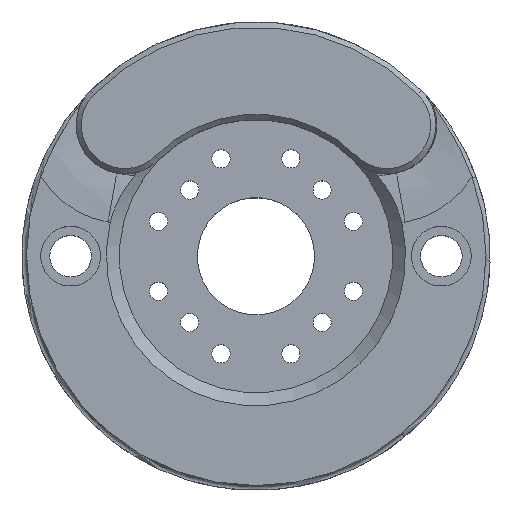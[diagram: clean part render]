
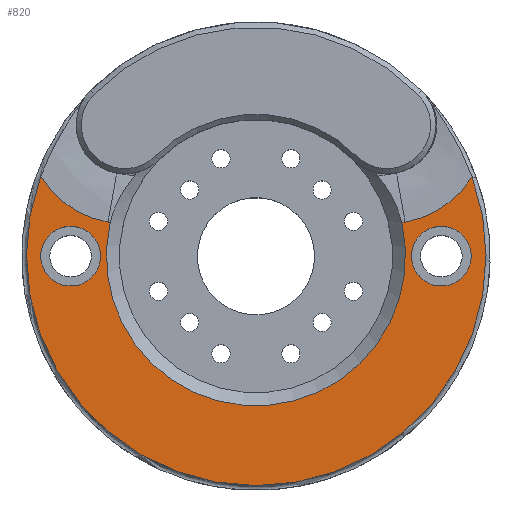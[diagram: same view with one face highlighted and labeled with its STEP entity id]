
A CAD part, top view. The second image highlights one B-rep face of the part: STEP entity #820.
In plain terms, the highlighted planar face has unit normal (0, 0, 1).
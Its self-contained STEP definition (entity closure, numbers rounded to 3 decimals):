
#15=FACE_BOUND('',#210,.T.);
#16=FACE_BOUND('',#211,.T.);
#50=PLANE('',#897);
#90=LINE('',#1558,#122);
#91=LINE('',#1580,#123);
#122=VECTOR('',#1036,10.);
#123=VECTOR('',#1045,10.);
#162=FACE_OUTER_BOUND('',#209,.T.);
#209=EDGE_LOOP('',(#622,#623,#624,#625,#626,#627));
#210=EDGE_LOOP('',(#628));
#211=EDGE_LOOP('',(#629));
#306=CIRCLE('',#872,17.665);
#320=CIRCLE('',#895,7.599);
#322=CIRCLE('',#898,7.599);
#323=CIRCLE('',#899,11.5);
#324=CIRCLE('',#900,2.3);
#325=CIRCLE('',#901,2.3);
#372=VERTEX_POINT('',#1294);
#373=VERTEX_POINT('',#1306);
#396=VERTEX_POINT('',#1545);
#398=VERTEX_POINT('',#1556);
#399=VERTEX_POINT('',#1577);
#400=VERTEX_POINT('',#1579);
#401=VERTEX_POINT('',#1582);
#402=VERTEX_POINT('',#1584);
#449=EDGE_CURVE('',#373,#372,#306,.T.);
#484=EDGE_CURVE('',#398,#396,#90,.T.);
#485=EDGE_CURVE('',#373,#398,#320,.T.);
#487=EDGE_CURVE('',#399,#372,#322,.T.);
#488=EDGE_CURVE('',#400,#399,#91,.T.);
#489=EDGE_CURVE('',#396,#400,#323,.T.);
#490=EDGE_CURVE('',#401,#401,#324,.T.);
#491=EDGE_CURVE('',#402,#402,#325,.T.);
#622=ORIENTED_EDGE('',*,*,#484,.F.);
#623=ORIENTED_EDGE('',*,*,#485,.F.);
#624=ORIENTED_EDGE('',*,*,#449,.T.);
#625=ORIENTED_EDGE('',*,*,#487,.F.);
#626=ORIENTED_EDGE('',*,*,#488,.F.);
#627=ORIENTED_EDGE('',*,*,#489,.F.);
#628=ORIENTED_EDGE('',*,*,#490,.T.);
#629=ORIENTED_EDGE('',*,*,#491,.T.);
#820=ADVANCED_FACE('',(#162,#15,#16),#50,.T.);
#872=AXIS2_PLACEMENT_3D('',#1307,#981,#982);
#895=AXIS2_PLACEMENT_3D('',#1574,#1037,#1038);
#897=AXIS2_PLACEMENT_3D('',#1576,#1041,#1042);
#898=AXIS2_PLACEMENT_3D('',#1578,#1043,#1044);
#899=AXIS2_PLACEMENT_3D('',#1581,#1046,#1047);
#900=AXIS2_PLACEMENT_3D('',#1583,#1048,#1049);
#901=AXIS2_PLACEMENT_3D('',#1585,#1050,#1051);
#981=DIRECTION('center_axis',(0.,0.,
1.));
#982=DIRECTION('ref_axis',(-0.707,0.707,0.));
#1036=DIRECTION('',(0.985,-0.174,0.));
#1037=DIRECTION('center_axis',(0.,0.,
1.));
#1038=DIRECTION('ref_axis',(-0.815,-0.579,0.));
#1041=DIRECTION('center_axis',(0.,0.,
1.));
#1042=DIRECTION('ref_axis',(0.707,0.707,0.));
#1043=DIRECTION('center_axis',(0.,0.,
1.));
#1044=DIRECTION('ref_axis',(0.809,-0.587,0.));
#1045=DIRECTION('',(0.985,0.174,0.));
#1046=DIRECTION('center_axis',(0.,0.,
1.));
#1047=DIRECTION('ref_axis',(-0.707,-0.707,0.));
#1048=DIRECTION('center_axis',(0.,0.,
-1.));
#1049=DIRECTION('ref_axis',(0.707,0.707,0.));
#1050=DIRECTION('center_axis',(0.,0.,
-1.));
#1051=DIRECTION('ref_axis',(0.707,0.707,0.));
#1294=CARTESIAN_POINT('',(16.612,6.1,9.4));
#1306=CARTESIAN_POINT('',(-16.543,6.151,9.4));
#1307=CARTESIAN_POINT('Origin',(0.025,0.025,9.4));
#1545=CARTESIAN_POINT('',(-11.205,2.588,9.4));
#1556=CARTESIAN_POINT('',(-11.371,2.617,9.4));
#1558=CARTESIAN_POINT('',(-11.371,2.617,9.4));
#1574=CARTESIAN_POINT('Origin',(-10.051,10.101,9.4));
#1576=CARTESIAN_POINT('Origin',(0.,0.,
9.4));
#1577=CARTESIAN_POINT('',(11.471,2.617,9.4));
#1578=CARTESIAN_POINT('Origin',(10.151,10.101,9.4));
#1579=CARTESIAN_POINT('',(11.209,2.571,9.4));
#1580=CARTESIAN_POINT('',(11.471,2.617,9.4));
#1581=CARTESIAN_POINT('Origin',(0.,0.,
9.4));
#1582=CARTESIAN_POINT('',(12.624,-1.626,9.4));
#1583=CARTESIAN_POINT('Origin',(14.25,0.,9.4));
#1584=CARTESIAN_POINT('',(-15.876,-1.626,9.4));
#1585=CARTESIAN_POINT('Origin',(-14.25,0.,
9.4));
